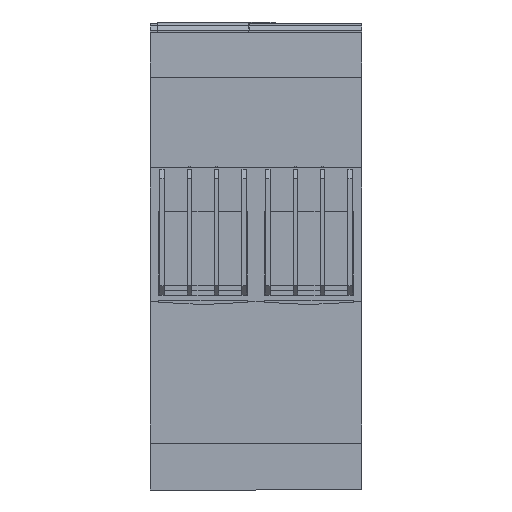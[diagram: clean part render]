
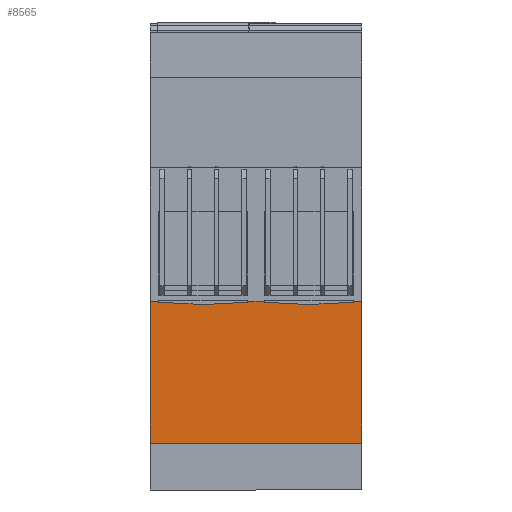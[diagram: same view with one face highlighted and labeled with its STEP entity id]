
A CAD part, front view. The second image highlights one B-rep face of the part: STEP entity #8565.
In plain terms, the highlighted planar face has unit normal (0, -1, 0).
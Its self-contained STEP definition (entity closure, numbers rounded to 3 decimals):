
#395=FACE_OUTER_BOUND('',#830,.T.);
#830=EDGE_LOOP('',(#6257,#6258,#6259,#6260,#6261,#6262,#6263,#6264,#6265,
#6266,#6267,#6268,#6269,#6270,#6271,#6272,#6273,#6274,#6275,#6276,#6277,
#6278));
#1611=LINE('',#12757,#2691);
#1612=LINE('',#12759,#2692);
#1613=LINE('',#12761,#2693);
#1614=LINE('',#12763,#2694);
#1615=LINE('',#12765,#2695);
#1616=LINE('',#12767,#2696);
#1617=LINE('',#12769,#2697);
#1618=LINE('',#12771,#2698);
#1619=LINE('',#12773,#2699);
#1620=LINE('',#12775,#2700);
#1621=LINE('',#12777,#2701);
#1622=LINE('',#12779,#2702);
#1623=LINE('',#12781,#2703);
#1624=LINE('',#12783,#2704);
#1625=LINE('',#12785,#2705);
#1626=LINE('',#12787,#2706);
#1627=LINE('',#12789,#2707);
#1628=LINE('',#12791,#2708);
#1629=LINE('',#12793,#2709);
#1630=LINE('',#12795,#2710);
#1631=LINE('',#12797,#2711);
#1632=LINE('',#12798,#2712);
#2691=VECTOR('',#10351,0.4);
#2692=VECTOR('',#10352,2.);
#2693=VECTOR('',#10353,0.121);
#2694=VECTOR('',#10354,7.46);
#2695=VECTOR('',#10355,7.46);
#2696=VECTOR('',#10356,0.121);
#2697=VECTOR('',#10357,2.);
#2698=VECTOR('',#10358,0.4);
#2699=VECTOR('',#10359,10.);
#2700=VECTOR('',#10360,10.);
#2701=VECTOR('',#10361,10.);
#2702=VECTOR('',#10362,10.);
#2703=VECTOR('',#10363,10.);
#2704=VECTOR('',#10364,0.4);
#2705=VECTOR('',#10365,2.);
#2706=VECTOR('',#10366,0.121);
#2707=VECTOR('',#10367,7.46);
#2708=VECTOR('',#10368,7.46);
#2709=VECTOR('',#10369,0.121);
#2710=VECTOR('',#10370,2.);
#2711=VECTOR('',#10371,0.4);
#2712=VECTOR('',#10372,10.);
#3674=VERTEX_POINT('',#12755);
#3675=VERTEX_POINT('',#12756);
#3676=VERTEX_POINT('',#12758);
#3677=VERTEX_POINT('',#12760);
#3678=VERTEX_POINT('',#12762);
#3679=VERTEX_POINT('',#12764);
#3680=VERTEX_POINT('',#12766);
#3681=VERTEX_POINT('',#12768);
#3682=VERTEX_POINT('',#12770);
#3683=VERTEX_POINT('',#12772);
#3684=VERTEX_POINT('',#12774);
#3685=VERTEX_POINT('',#12776);
#3686=VERTEX_POINT('',#12778);
#3687=VERTEX_POINT('',#12780);
#3688=VERTEX_POINT('',#12782);
#3689=VERTEX_POINT('',#12784);
#3690=VERTEX_POINT('',#12786);
#3691=VERTEX_POINT('',#12788);
#3692=VERTEX_POINT('',#12790);
#3693=VERTEX_POINT('',#12792);
#3694=VERTEX_POINT('',#12794);
#3695=VERTEX_POINT('',#12796);
#4645=EDGE_CURVE('',#3674,#3675,#1611,.T.);
#4646=EDGE_CURVE('',#3676,#3674,#1612,.T.);
#4647=EDGE_CURVE('',#3677,#3676,#1613,.T.);
#4648=EDGE_CURVE('',#3678,#3677,#1614,.T.);
#4649=EDGE_CURVE('',#3679,#3678,#1615,.T.);
#4650=EDGE_CURVE('',#3679,#3680,#1616,.T.);
#4651=EDGE_CURVE('',#3681,#3680,#1617,.T.);
#4652=EDGE_CURVE('',#3682,#3681,#1618,.T.);
#4653=EDGE_CURVE('',#3683,#3682,#1619,.T.);
#4654=EDGE_CURVE('',#3684,#3683,#1620,.T.);
#4655=EDGE_CURVE('',#3684,#3685,#1621,.T.);
#4656=EDGE_CURVE('',#3686,#3685,#1622,.T.);
#4657=EDGE_CURVE('',#3687,#3686,#1623,.T.);
#4658=EDGE_CURVE('',#3688,#3687,#1624,.T.);
#4659=EDGE_CURVE('',#3689,#3688,#1625,.T.);
#4660=EDGE_CURVE('',#3690,#3689,#1626,.T.);
#4661=EDGE_CURVE('',#3691,#3690,#1627,.T.);
#4662=EDGE_CURVE('',#3692,#3691,#1628,.T.);
#4663=EDGE_CURVE('',#3692,#3693,#1629,.T.);
#4664=EDGE_CURVE('',#3694,#3693,#1630,.T.);
#4665=EDGE_CURVE('',#3695,#3694,#1631,.T.);
#4666=EDGE_CURVE('',#3675,#3695,#1632,.T.);
#6257=ORIENTED_EDGE('',*,*,#4645,.F.);
#6258=ORIENTED_EDGE('',*,*,#4646,.F.);
#6259=ORIENTED_EDGE('',*,*,#4647,.F.);
#6260=ORIENTED_EDGE('',*,*,#4648,.F.);
#6261=ORIENTED_EDGE('',*,*,#4649,.F.);
#6262=ORIENTED_EDGE('',*,*,#4650,.T.);
#6263=ORIENTED_EDGE('',*,*,#4651,.F.);
#6264=ORIENTED_EDGE('',*,*,#4652,.F.);
#6265=ORIENTED_EDGE('',*,*,#4653,.F.);
#6266=ORIENTED_EDGE('',*,*,#4654,.F.);
#6267=ORIENTED_EDGE('',*,*,#4655,.T.);
#6268=ORIENTED_EDGE('',*,*,#4656,.F.);
#6269=ORIENTED_EDGE('',*,*,#4657,.F.);
#6270=ORIENTED_EDGE('',*,*,#4658,.F.);
#6271=ORIENTED_EDGE('',*,*,#4659,.F.);
#6272=ORIENTED_EDGE('',*,*,#4660,.F.);
#6273=ORIENTED_EDGE('',*,*,#4661,.F.);
#6274=ORIENTED_EDGE('',*,*,#4662,.F.);
#6275=ORIENTED_EDGE('',*,*,#4663,.T.);
#6276=ORIENTED_EDGE('',*,*,#4664,.F.);
#6277=ORIENTED_EDGE('',*,*,#4665,.F.);
#6278=ORIENTED_EDGE('',*,*,#4666,.F.);
#7809=PLANE('',#9057);
#8565=ADVANCED_FACE('',(#395),#7809,.T.);
#9057=AXIS2_PLACEMENT_3D('',#12754,#10349,#10350);
#10349=DIRECTION('center_axis',(0.,-1.,0.));
#10350=DIRECTION('ref_axis',(0.,0.,-1.));
#10351=DIRECTION('',(0.,0.,1.));
#10352=DIRECTION('',(1.,0.,0.));
#10353=DIRECTION('',(0.,0.,1.));
#10354=DIRECTION('',(0.999,0.,0.052));
#10355=DIRECTION('',(0.999,0.,-0.052));
#10356=DIRECTION('',(0.,0.,1.));
#10357=DIRECTION('',(1.,0.,0.));
#10358=DIRECTION('',(0.,0.,-1.));
#10359=DIRECTION('',(1.,0.,0.));
#10360=DIRECTION('',(0.,0.,1.));
#10361=DIRECTION('',(1.,0.,0.));
#10362=DIRECTION('',(0.,0.,-1.));
#10363=DIRECTION('',(1.,0.,0.));
#10364=DIRECTION('',(0.,0.,1.));
#10365=DIRECTION('',(1.,0.,0.));
#10366=DIRECTION('',(0.,0.,1.));
#10367=DIRECTION('',(0.999,0.,0.052));
#10368=DIRECTION('',(0.999,0.,-0.052));
#10369=DIRECTION('',(0.,0.,1.));
#10370=DIRECTION('',(1.,0.,0.));
#10371=DIRECTION('',(0.,0.,-1.));
#10372=DIRECTION('',(1.,0.,0.));
#12754=CARTESIAN_POINT('Origin',(-22.5,-39.133,40.088));
#12755=CARTESIAN_POINT('',(-1.8,-39.133,39.898));
#12756=CARTESIAN_POINT('',(-1.8,-39.133,40.088));
#12757=CARTESIAN_POINT('',(-1.8,-39.133,39.898));
#12758=CARTESIAN_POINT('',(-3.8,-39.133,39.898));
#12759=CARTESIAN_POINT('',(-3.8,-39.133,39.898));
#12760=CARTESIAN_POINT('',(-3.8,-39.133,39.777));
#12761=CARTESIAN_POINT('',(-3.8,-39.133,39.777));
#12762=CARTESIAN_POINT('',(-11.25,-39.133,39.387));
#12763=CARTESIAN_POINT('',(-11.25,-39.133,39.387));
#12764=CARTESIAN_POINT('',(-18.7,-39.133,39.777));
#12765=CARTESIAN_POINT('',(-18.7,-39.133,39.777));
#12766=CARTESIAN_POINT('',(-18.7,-39.133,39.898));
#12767=CARTESIAN_POINT('',(-18.7,-39.133,39.777));
#12768=CARTESIAN_POINT('',(-20.7,-39.133,39.898));
#12769=CARTESIAN_POINT('',(-20.7,-39.133,39.898));
#12770=CARTESIAN_POINT('',(-20.7,-39.133,40.088));
#12771=CARTESIAN_POINT('',(-20.7,-39.133,59.098));
#12772=CARTESIAN_POINT('',(-22.5,-39.133,40.088));
#12773=CARTESIAN_POINT('',(-22.5,-39.133,40.088));
#12774=CARTESIAN_POINT('',(-22.5,-39.133,9.958));
#12775=CARTESIAN_POINT('',(-22.5,-39.133,9.958));
#12776=CARTESIAN_POINT('',(22.5,-39.133,9.958));
#12777=CARTESIAN_POINT('',(-22.5,-39.133,9.958));
#12778=CARTESIAN_POINT('',(22.5,-39.133,40.088));
#12779=CARTESIAN_POINT('',(22.5,-39.133,9.958));
#12780=CARTESIAN_POINT('',(20.7,-39.133,40.088));
#12781=CARTESIAN_POINT('',(-22.5,-39.133,40.088));
#12782=CARTESIAN_POINT('',(20.7,-39.133,39.898));
#12783=CARTESIAN_POINT('',(20.7,-39.133,39.898));
#12784=CARTESIAN_POINT('',(18.7,-39.133,39.898));
#12785=CARTESIAN_POINT('',(18.7,-39.133,39.898));
#12786=CARTESIAN_POINT('',(18.7,-39.133,39.777));
#12787=CARTESIAN_POINT('',(18.7,-39.133,39.777));
#12788=CARTESIAN_POINT('',(11.25,-39.133,39.387));
#12789=CARTESIAN_POINT('',(11.25,-39.133,39.387));
#12790=CARTESIAN_POINT('',(3.8,-39.133,39.777));
#12791=CARTESIAN_POINT('',(3.8,-39.133,39.777));
#12792=CARTESIAN_POINT('',(3.8,-39.133,39.898));
#12793=CARTESIAN_POINT('',(3.8,-39.133,39.777));
#12794=CARTESIAN_POINT('',(1.8,-39.133,39.898));
#12795=CARTESIAN_POINT('',(1.8,-39.133,39.898));
#12796=CARTESIAN_POINT('',(1.8,-39.133,40.088));
#12797=CARTESIAN_POINT('',(1.8,-39.133,59.098));
#12798=CARTESIAN_POINT('',(-22.5,-39.133,40.088));
